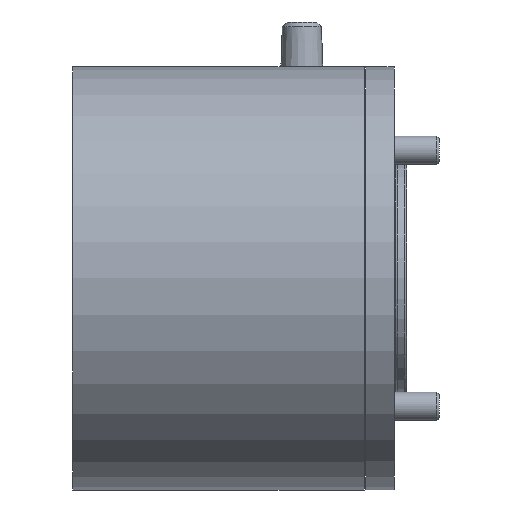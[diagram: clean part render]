
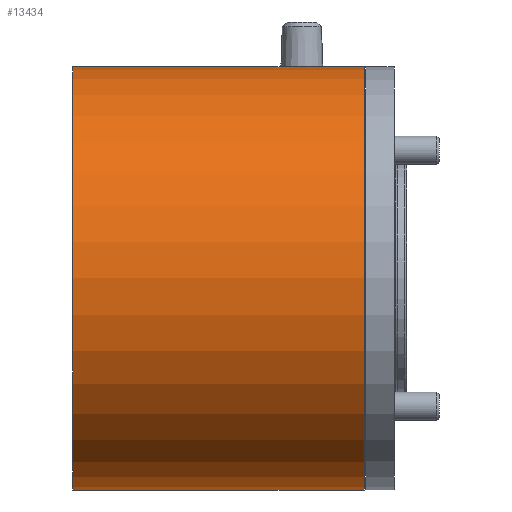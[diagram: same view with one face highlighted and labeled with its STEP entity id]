
A CAD part, front view. The second image highlights one B-rep face of the part: STEP entity #13434.
In plain terms, the highlighted cylindrical face has radius 45 mm (diameter 90 mm), a partial arc.
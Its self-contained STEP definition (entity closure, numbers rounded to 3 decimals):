
#235 = CARTESIAN_POINT ( 'NONE',  ( 62., 0., 45. ) ) ;
#441 = VERTEX_POINT ( 'NONE', #12926 ) ;
#1032 = LINE ( 'NONE', #10993, #10682 ) ;
#1104 = EDGE_CURVE ( 'NONE', #8004, #441, #12495, .T. ) ;
#1453 = AXIS2_PLACEMENT_3D ( 'NONE', #10956, #11974, #1471 ) ;
#1471 = DIRECTION ( 'NONE',  ( 0., 0., 1. ) ) ;
#1713 = LINE ( 'NONE', #3447, #12689 ) ;
#1861 = DIRECTION ( 'NONE',  ( 0., 0., 1. ) ) ;
#2155 = EDGE_CURVE ( 'NONE', #12517, #441, #1032, .T. ) ;
#2318 = DIRECTION ( 'NONE',  ( -1., 0., 0. ) ) ;
#3447 = CARTESIAN_POINT ( 'NONE',  ( -39.259, 0., -45. ) ) ;
#4227 = CARTESIAN_POINT ( 'NONE',  ( 62., 0., -45. ) ) ;
#4749 = ORIENTED_EDGE ( 'NONE', *, *, #2155, .T. ) ;
#4808 = AXIS2_PLACEMENT_3D ( 'NONE', #12282, #7020, #1861 ) ;
#6512 = DIRECTION ( 'NONE',  ( 0., 0., 1. ) ) ;
#7020 = DIRECTION ( 'NONE',  ( -1., 0., 0. ) ) ;
#7299 = ORIENTED_EDGE ( 'NONE', *, *, #1104, .F. ) ;
#7795 = AXIS2_PLACEMENT_3D ( 'NONE', #11964, #13035, #6512 ) ;
#8004 = VERTEX_POINT ( 'NONE', #10585 ) ;
#9047 = ORIENTED_EDGE ( 'NONE', *, *, #11148, .T. ) ;
#9172 = CYLINDRICAL_SURFACE ( 'NONE', #4808, 45. ) ;
#10064 = CIRCLE ( 'NONE', #7795, 45. ) ;
#10114 = EDGE_LOOP ( 'NONE', ( #12635, #9047, #4749, #7299 ) ) ;
#10585 = CARTESIAN_POINT ( 'NONE',  ( 0., 0., -45. ) ) ;
#10682 = VECTOR ( 'NONE', #10909, 1000. ) ;
#10909 = DIRECTION ( 'NONE',  ( -1., 0., 0. ) ) ;
#10956 = CARTESIAN_POINT ( 'NONE',  ( 0., 0., 0. ) ) ;
#10993 = CARTESIAN_POINT ( 'NONE',  ( -39.259, 0., 45. ) ) ;
#11009 = VERTEX_POINT ( 'NONE', #4227 ) ;
#11148 = EDGE_CURVE ( 'NONE', #11009, #12517, #10064, .T. ) ;
#11895 = EDGE_CURVE ( 'NONE', #11009, #8004, #1713, .T. ) ;
#11964 = CARTESIAN_POINT ( 'NONE',  ( 62., 0., 0. ) ) ;
#11974 = DIRECTION ( 'NONE',  ( -1., 0., 0. ) ) ;
#12282 = CARTESIAN_POINT ( 'NONE',  ( -39.259, 0., 0. ) ) ;
#12495 = CIRCLE ( 'NONE', #1453, 45. ) ;
#12517 = VERTEX_POINT ( 'NONE', #235 ) ;
#12635 = ORIENTED_EDGE ( 'NONE', *, *, #11895, .F. ) ;
#12689 = VECTOR ( 'NONE', #2318, 1000. ) ;
#12926 = CARTESIAN_POINT ( 'NONE',  ( 0., 0., 45. ) ) ;
#13035 = DIRECTION ( 'NONE',  ( -1., 0., 0. ) ) ;
#13434 = ADVANCED_FACE ( 'NONE', ( #13663 ), #9172, .T. ) ;
#13663 = FACE_OUTER_BOUND ( 'NONE', #10114, .T. ) ;
